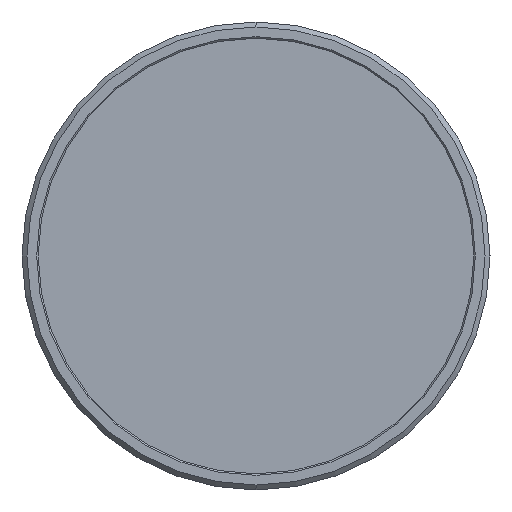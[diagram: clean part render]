
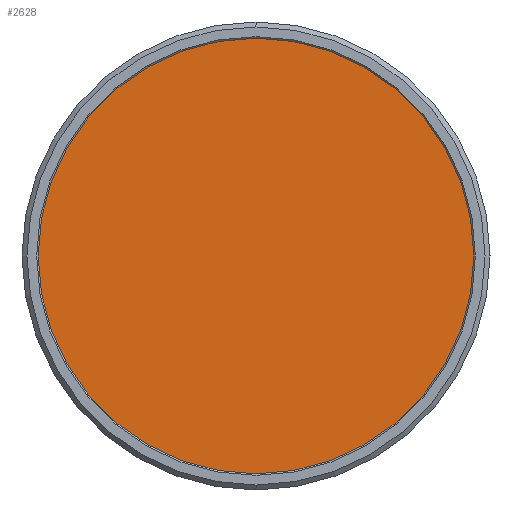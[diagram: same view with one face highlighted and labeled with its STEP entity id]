
A CAD part, left-side view. The second image highlights one B-rep face of the part: STEP entity #2628.
In plain terms, the highlighted planar face has unit normal (-1, 0, 0).
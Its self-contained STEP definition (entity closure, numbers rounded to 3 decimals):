
#156 = CARTESIAN_POINT ( 'NONE',  ( 1.852, 0., 0. ) ) ;
#336 = EDGE_CURVE ( 'NONE', #1155, #4233, #3952, .T. ) ;
#522 = ORIENTED_EDGE ( 'NONE', *, *, #2898, .F. ) ;
#704 = FACE_OUTER_BOUND ( 'NONE', #1101, .T. ) ;
#1101 = EDGE_LOOP ( 'NONE', ( #522, #3708 ) ) ;
#1155 = VERTEX_POINT ( 'NONE', #2565 ) ;
#1373 = CARTESIAN_POINT ( 'NONE',  ( 1.852, -44.275, 44.275 ) ) ;
#2036 = DIRECTION ( 'NONE',  ( 0., 0., -1. ) ) ;
#2050 = DIRECTION ( 'NONE',  ( 1., 0., 0. ) ) ;
#2063 = PLANE ( 'NONE',  #3083 ) ;
#2311 = DIRECTION ( 'NONE',  ( 0., -1., 0. ) ) ;
#2565 = CARTESIAN_POINT ( 'NONE',  ( 1.852, 43.75, 0. ) ) ;
#2628 = ADVANCED_FACE ( 'NONE', ( #704 ), #2063, .F. ) ;
#2708 = CIRCLE ( 'NONE', #4339, 43.75 ) ;
#2898 = EDGE_CURVE ( 'NONE', #4233, #1155, #2708, .T. ) ;
#3083 = AXIS2_PLACEMENT_3D ( 'NONE', #1373, #2050, #2036 ) ;
#3174 = AXIS2_PLACEMENT_3D ( 'NONE', #4065, #4036, #2311 ) ;
#3287 = DIRECTION ( 'NONE',  ( 1., 0., 0. ) ) ;
#3657 = DIRECTION ( 'NONE',  ( 0., -1., 0. ) ) ;
#3708 = ORIENTED_EDGE ( 'NONE', *, *, #336, .F. ) ;
#3952 = CIRCLE ( 'NONE', #3174, 43.75 ) ;
#4036 = DIRECTION ( 'NONE',  ( 1., 0., 0. ) ) ;
#4065 = CARTESIAN_POINT ( 'NONE',  ( 1.852, 0., 0. ) ) ;
#4233 = VERTEX_POINT ( 'NONE', #4273 ) ;
#4273 = CARTESIAN_POINT ( 'NONE',  ( 1.852, -43.75, 0. ) ) ;
#4339 = AXIS2_PLACEMENT_3D ( 'NONE', #156, #3287, #3657 ) ;
